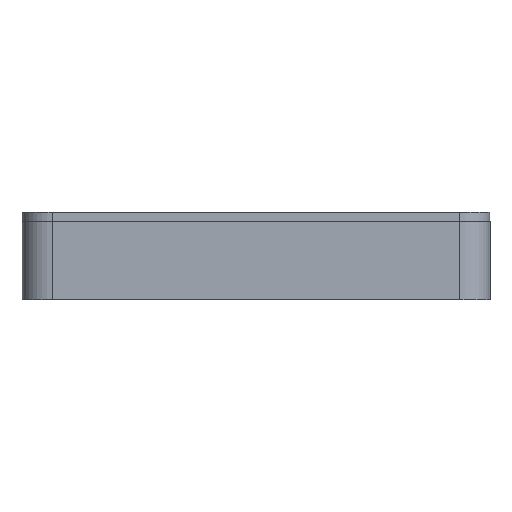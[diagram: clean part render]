
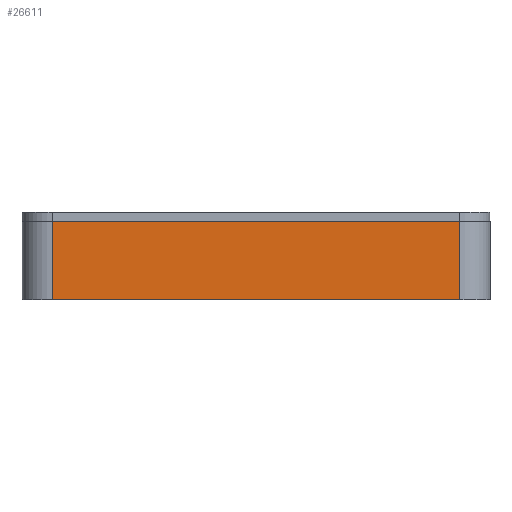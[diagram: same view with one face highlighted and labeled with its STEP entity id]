
A CAD part, front view. The second image highlights one B-rep face of the part: STEP entity #26611.
In plain terms, the highlighted planar face has unit normal (0, -1, 0).
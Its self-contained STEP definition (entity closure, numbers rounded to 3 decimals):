
#4133=FACE_OUTER_BOUND('',#5981,.T.);
#5981=EDGE_LOOP('',(#24268,#24269,#24270,#24271));
#8469=LINE('',#45776,#10977);
#8483=LINE('',#45815,#10991);
#8489=LINE('',#45831,#10997);
#8502=LINE('',#45877,#11010);
#10977=VECTOR('',#36570,10.);
#10991=VECTOR('',#36608,10.);
#10997=VECTOR('',#36626,10.);
#11010=VECTOR('',#36681,10.);
#13666=VERTEX_POINT('',#45773);
#13667=VERTEX_POINT('',#45775);
#13680=VERTEX_POINT('',#45813);
#13684=VERTEX_POINT('',#45830);
#17375=EDGE_CURVE('',#13666,#13667,#8469,.T.);
#17395=EDGE_CURVE('',#13680,#13666,#8483,.T.);
#17402=EDGE_CURVE('',#13667,#13684,#8489,.T.);
#17425=EDGE_CURVE('',#13684,#13680,#8502,.T.);
#24268=ORIENTED_EDGE('',*,*,#17395,.F.);
#24269=ORIENTED_EDGE('',*,*,#17425,.F.);
#24270=ORIENTED_EDGE('',*,*,#17402,.F.);
#24271=ORIENTED_EDGE('',*,*,#17375,.F.);
#25195=PLANE('',#29286);
#26611=ADVANCED_FACE('',(#4133),#25195,.T.);
#29286=AXIS2_PLACEMENT_3D('',#45876,#36679,#36680);
#36570=DIRECTION('',(1.,0.,0.));
#36608=DIRECTION('',(0.,0.,1.));
#36626=DIRECTION('',(0.,0.,-1.));
#36679=DIRECTION('center_axis',(0.,-1.,0.));
#36680=DIRECTION('ref_axis',(1.,0.,0.));
#36681=DIRECTION('',(-1.,0.,0.));
#45773=CARTESIAN_POINT('',(-33.533,-46.418,13.));
#45775=CARTESIAN_POINT('',(34.002,-46.418,13.));
#45776=CARTESIAN_POINT('',(39.002,-46.418,13.));
#45813=CARTESIAN_POINT('',(-33.533,-46.418,0.));
#45815=CARTESIAN_POINT('',(-33.533,-46.418,0.));
#45830=CARTESIAN_POINT('',(34.002,-46.418,0.));
#45831=CARTESIAN_POINT('',(34.002,-46.418,0.));
#45876=CARTESIAN_POINT('Origin',(-38.533,-46.418,0.));
#45877=CARTESIAN_POINT('',(39.002,-46.418,0.));
